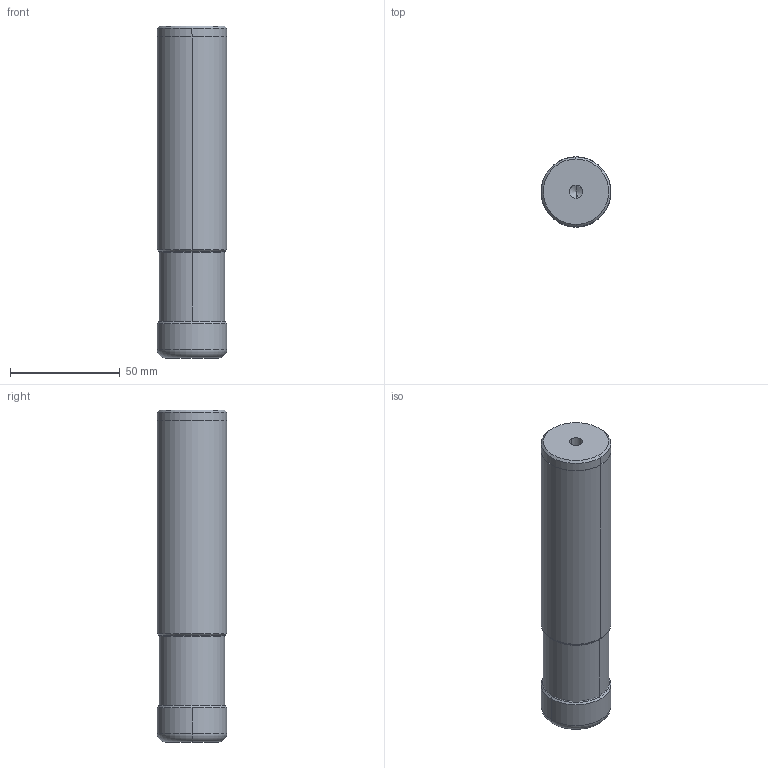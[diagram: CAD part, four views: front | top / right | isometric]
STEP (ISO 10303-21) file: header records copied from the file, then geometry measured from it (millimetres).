
FILE_DESCRIPTION(/* description */ (''),/* implementation_level */ '2;1');
FILE_NAME(/* name */ 'AXD4000UR202SA20SB_IR0_157.stp',/* time_stamp */ '2018-08-06T17:09:19+09:00',/* author */ (''),/* organization */ (''),/* preprocessor_version */ 'ST-DEVELOPER v16',/* originating_system */ 'SIEMENS PLM Software NX 10.0',/* authorisation */ '');
FILE_SCHEMA (('AUTOMOTIVE_DESIGN { 1 0 10303 214 3 1 1 1 }'));
Length unit declared in the file: millimetre
Products named in the file (1): AXD4000UR202SA20SB_IR0_157_ASM
Bounding box: 31.75 x 31.75 x 150.91 mm (x, y, z)
Volume: 121285.7 mm3; surface area: 21530.3 mm2
Topology: 2 solids, 2 shells, 58 faces, 122 edges, 69 vertices
Faces by surface type: cone 22, torus 20, cylinder 10, plane 6
Entity records: 1668 total; most frequent: DIRECTION 346, CARTESIAN_POINT 258, ORIENTED_EDGE 240, AXIS2_PLACEMENT_3D 157, EDGE_CURVE 120, CIRCLE 88, VERTEX_POINT 69, EDGE_LOOP 63
